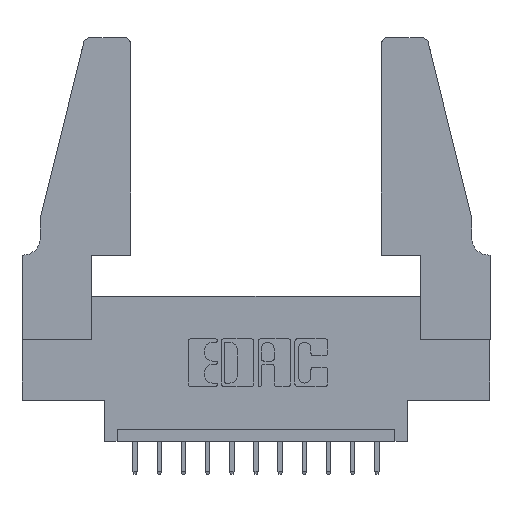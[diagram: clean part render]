
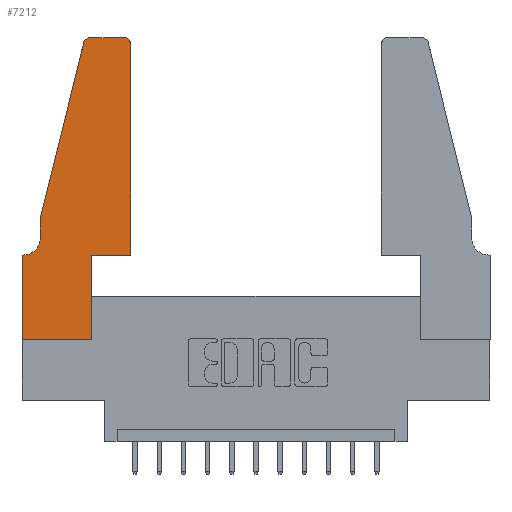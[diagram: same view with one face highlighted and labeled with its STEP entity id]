
A CAD part, top view. The second image highlights one B-rep face of the part: STEP entity #7212.
In plain terms, the highlighted planar face has unit normal (0, 0, 1).
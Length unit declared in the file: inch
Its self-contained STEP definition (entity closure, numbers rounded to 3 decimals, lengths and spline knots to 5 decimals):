
#34 = EDGE_CURVE ( 'NONE', #761, #7414, #13734, .T. ) ;
#102 = DIRECTION ( 'NONE',  ( 0., -1., 0. ) ) ;
#374 = CARTESIAN_POINT ( 'NONE',  ( 0.4205, 1.22, 0.37 ) ) ;
#559 = CARTESIAN_POINT ( 'NONE',  ( 0.0755, 0.42, 0.37 ) ) ;
#761 = VERTEX_POINT ( 'NONE', #559 ) ;
#779 = VECTOR ( 'NONE', #7600, 39.37008 ) ;
#960 = ORIENTED_EDGE ( 'NONE', *, *, #13633, .T. ) ;
#998 = DIRECTION ( 'NONE',  ( -0.239, -0.971, 0. ) ) ;
#1007 = AXIS2_PLACEMENT_3D ( 'NONE', #4929, #4854, #8641 ) ;
#1343 = VECTOR ( 'NONE', #5058, 39.37008 ) ;
#1434 = ORIENTED_EDGE ( 'NONE', *, *, #1791, .T. ) ;
#1479 = DIRECTION ( 'NONE',  ( 1., 0., 0. ) ) ;
#1684 = EDGE_CURVE ( 'NONE', #14250, #7066, #2103, .T. ) ;
#1715 = EDGE_LOOP ( 'NONE', ( #12676, #4338, #6002, #3636, #7564, #7438, #4634, #960, #5790, #13047, #1434, #1774 ) ) ;
#1725 = CARTESIAN_POINT ( 'NONE',  ( 0.2865, 0.35, 0.37 ) ) ;
#1774 = ORIENTED_EDGE ( 'NONE', *, *, #14303, .T. ) ;
#1791 = EDGE_CURVE ( 'NONE', #6501, #4426, #9195, .T. ) ;
#1951 = EDGE_CURVE ( 'NONE', #7058, #12080, #8428, .T. ) ;
#2103 = LINE ( 'NONE', #9888, #12801 ) ;
#2758 = DIRECTION ( 'NONE',  ( 0., 1., 0. ) ) ;
#3294 = CARTESIAN_POINT ( 'NONE',  ( 0.0755, 0.5, 0.37 ) ) ;
#3502 = AXIS2_PLACEMENT_3D ( 'NONE', #374, #9470, #4983 ) ;
#3636 = ORIENTED_EDGE ( 'NONE', *, *, #7611, .T. ) ;
#3861 = CARTESIAN_POINT ( 'NONE',  ( 0., 0., 0.37 ) ) ;
#3880 = CARTESIAN_POINT ( 'NONE',  ( 0.2865, 0., 0.37 ) ) ;
#4192 = LINE ( 'NONE', #10107, #8820 ) ;
#4338 = ORIENTED_EDGE ( 'NONE', *, *, #13531, .T. ) ;
#4426 = VERTEX_POINT ( 'NONE', #7635 ) ;
#4492 = VERTEX_POINT ( 'NONE', #9294 ) ;
#4593 = VERTEX_POINT ( 'NONE', #5724 ) ;
#4634 = ORIENTED_EDGE ( 'NONE', *, *, #5925, .T. ) ;
#4672 = CIRCLE ( 'NONE', #3502, 0.03 ) ;
#4854 = DIRECTION ( 'NONE',  ( 0., 0., -1. ) ) ;
#4929 = CARTESIAN_POINT ( 'NONE',  ( 0.0055, 0.42, 0.37 ) ) ;
#4983 = DIRECTION ( 'NONE',  ( 1., 0., 0. ) ) ;
#5030 = EDGE_CURVE ( 'NONE', #12080, #6501, #5995, .T. ) ;
#5058 = DIRECTION ( 'NONE',  ( 0., -1., 0. ) ) ;
#5161 = CARTESIAN_POINT ( 'NONE',  ( 0.0755, 0.35, 0.37 ) ) ;
#5286 = CARTESIAN_POINT ( 'NONE',  ( 0.0055, 0.35, 0.37 ) ) ;
#5587 = VECTOR ( 'NONE', #2758, 39.37008 ) ;
#5724 = CARTESIAN_POINT ( 'NONE',  ( 0.4205, 1.25, 0.37 ) ) ;
#5790 = ORIENTED_EDGE ( 'NONE', *, *, #1951, .T. ) ;
#5908 = FACE_OUTER_BOUND ( 'NONE', #1715, .T. ) ;
#5925 = EDGE_CURVE ( 'NONE', #10593, #7985, #14180, .T. ) ;
#5995 = LINE ( 'NONE', #13087, #11944 ) ;
#6002 = ORIENTED_EDGE ( 'NONE', *, *, #1684, .T. ) ;
#6501 = VERTEX_POINT ( 'NONE', #14708 ) ;
#6868 = CIRCLE ( 'NONE', #13124, 0.03 ) ;
#7058 = VERTEX_POINT ( 'NONE', #3880 ) ;
#7066 = VERTEX_POINT ( 'NONE', #9788 ) ;
#7212 = ADVANCED_FACE ( 'NONE', ( #5908 ), #10595, .T. ) ;
#7414 = VERTEX_POINT ( 'NONE', #5286 ) ;
#7438 = ORIENTED_EDGE ( 'NONE', *, *, #9101, .T. ) ;
#7450 = CARTESIAN_POINT ( 'NONE',  ( 0.284, 1.22, 0.37 ) ) ;
#7564 = ORIENTED_EDGE ( 'NONE', *, *, #34, .T. ) ;
#7600 = DIRECTION ( 'NONE',  ( -1., 0., 0. ) ) ;
#7611 = EDGE_CURVE ( 'NONE', #7066, #761, #10409, .T. ) ;
#7635 = CARTESIAN_POINT ( 'NONE',  ( 0.4505, 1.22, 0.37 ) ) ;
#7985 = VERTEX_POINT ( 'NONE', #9580 ) ;
#8428 = LINE ( 'NONE', #1725, #5587 ) ;
#8550 = CARTESIAN_POINT ( 'NONE',  ( 0.2865, 0.35, 0.37 ) ) ;
#8641 = DIRECTION ( 'NONE',  ( -1., 0., 0. ) ) ;
#8718 = CARTESIAN_POINT ( 'NONE',  ( 0., 0.35, 0.37 ) ) ;
#8820 = VECTOR ( 'NONE', #13236, 39.37008 ) ;
#9101 = EDGE_CURVE ( 'NONE', #7414, #10593, #10035, .T. ) ;
#9195 = LINE ( 'NONE', #13992, #14006 ) ;
#9294 = CARTESIAN_POINT ( 'NONE',  ( 0.284, 1.25, 0.37 ) ) ;
#9470 = DIRECTION ( 'NONE',  ( 0., 0., 1. ) ) ;
#9475 = DIRECTION ( 'NONE',  ( 0., 0., 1. ) ) ;
#9580 = CARTESIAN_POINT ( 'NONE',  ( 0., 0., 0.37 ) ) ;
#9582 = DIRECTION ( 'NONE',  ( 1., 0., 0. ) ) ;
#9758 = LINE ( 'NONE', #10222, #14069 ) ;
#9788 = CARTESIAN_POINT ( 'NONE',  ( 0.0755, 0.5, 0.37 ) ) ;
#9888 = CARTESIAN_POINT ( 'NONE',  ( 0.0755, 0.5, 0.37 ) ) ;
#10035 = LINE ( 'NONE', #5161, #779 ) ;
#10107 = CARTESIAN_POINT ( 'NONE',  ( 0., 0., 0.37 ) ) ;
#10222 = CARTESIAN_POINT ( 'NONE',  ( 0.2605, 1.25, 0.37 ) ) ;
#10279 = DIRECTION ( 'NONE',  ( 0., 1., 0. ) ) ;
#10409 = LINE ( 'NONE', #3294, #11350 ) ;
#10557 = DIRECTION ( 'NONE',  ( 1., 0., 0. ) ) ;
#10593 = VERTEX_POINT ( 'NONE', #8718 ) ;
#10595 = PLANE ( 'NONE',  #13889 ) ;
#11275 = DIRECTION ( 'NONE',  ( -1., 0., 0. ) ) ;
#11350 = VECTOR ( 'NONE', #102, 39.37008 ) ;
#11944 = VECTOR ( 'NONE', #10557, 39.37008 ) ;
#12080 = VERTEX_POINT ( 'NONE', #8550 ) ;
#12627 = CARTESIAN_POINT ( 'NONE',  ( 0., 0.35, 0.37 ) ) ;
#12676 = ORIENTED_EDGE ( 'NONE', *, *, #14535, .T. ) ;
#12801 = VECTOR ( 'NONE', #998, 39.37008 ) ;
#13047 = ORIENTED_EDGE ( 'NONE', *, *, #5030, .T. ) ;
#13087 = CARTESIAN_POINT ( 'NONE',  ( 0.4505, 0.35, 0.37 ) ) ;
#13092 = DIRECTION ( 'NONE',  ( 0., 0., 1. ) ) ;
#13124 = AXIS2_PLACEMENT_3D ( 'NONE', #7450, #13092, #9582 ) ;
#13236 = DIRECTION ( 'NONE',  ( 1., 0., 0. ) ) ;
#13531 = EDGE_CURVE ( 'NONE', #4492, #14250, #6868, .T. ) ;
#13633 = EDGE_CURVE ( 'NONE', #7985, #7058, #4192, .T. ) ;
#13734 = CIRCLE ( 'NONE', #1007, 0.07 ) ;
#13889 = AXIS2_PLACEMENT_3D ( 'NONE', #12627, #9475, #1479 ) ;
#13992 = CARTESIAN_POINT ( 'NONE',  ( 0.4505, 0.35, 0.37 ) ) ;
#14006 = VECTOR ( 'NONE', #10279, 39.37008 ) ;
#14069 = VECTOR ( 'NONE', #11275, 39.37008 ) ;
#14180 = LINE ( 'NONE', #3861, #1343 ) ;
#14245 = CARTESIAN_POINT ( 'NONE',  ( 0.25487, 1.22718, 0.37 ) ) ;
#14250 = VERTEX_POINT ( 'NONE', #14245 ) ;
#14303 = EDGE_CURVE ( 'NONE', #4426, #4593, #4672, .T. ) ;
#14535 = EDGE_CURVE ( 'NONE', #4593, #4492, #9758, .T. ) ;
#14708 = CARTESIAN_POINT ( 'NONE',  ( 0.4505, 0.35, 0.37 ) ) ;
